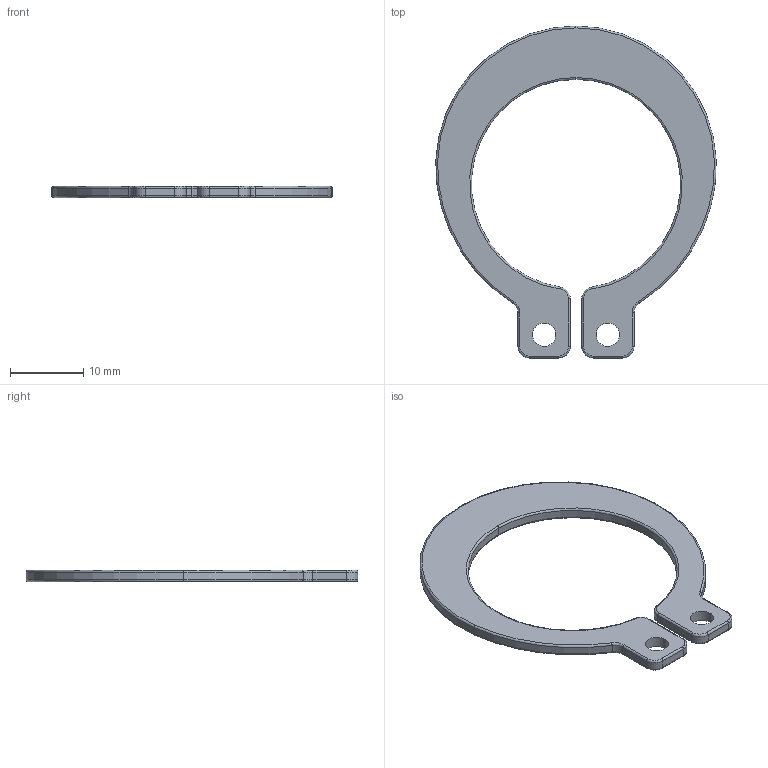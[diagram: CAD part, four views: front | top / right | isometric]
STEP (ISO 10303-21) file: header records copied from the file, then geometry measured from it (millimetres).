
FILE_DESCRIPTION (( 'STEP AP203' ), '1' );
FILE_NAME ('Snap Ring.stp.STEP', '2025-09-15T21:12:09', ( '' ), ( '' ), 'SwSTEP 2.0', 'SolidWorks 2023', '' );
FILE_SCHEMA (( 'CONFIG_CONTROL_DESIGN' ));
Length unit declared in the file: centimetre
Products named in the file (1): Snap Ring.stp
Bounding box: 38.36 x 45.4 x 1.59 mm (x, y, z)
Volume: 983.2 mm3; surface area: 1605.2 mm2
Topology: 1 solids, 1 shells, 66 faces, 152 edges, 88 vertices
Faces by surface type: cylinder 30, torus 28, plane 8
Entity records: 1963 total; most frequent: DIRECTION 390, CARTESIAN_POINT 307, ORIENTED_EDGE 304, AXIS2_PLACEMENT_3D 171, EDGE_CURVE 152, CIRCLE 104, VERTEX_POINT 88, EDGE_LOOP 70
